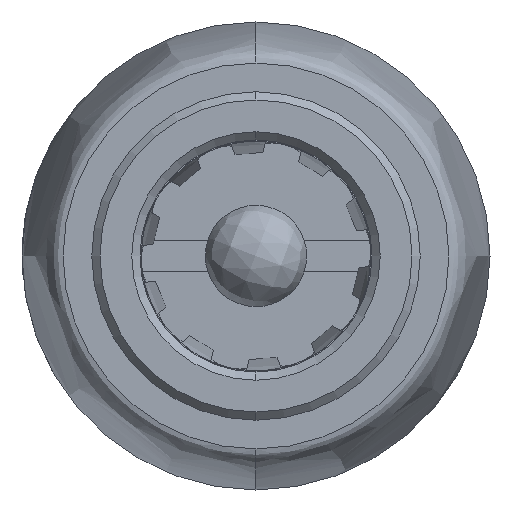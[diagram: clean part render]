
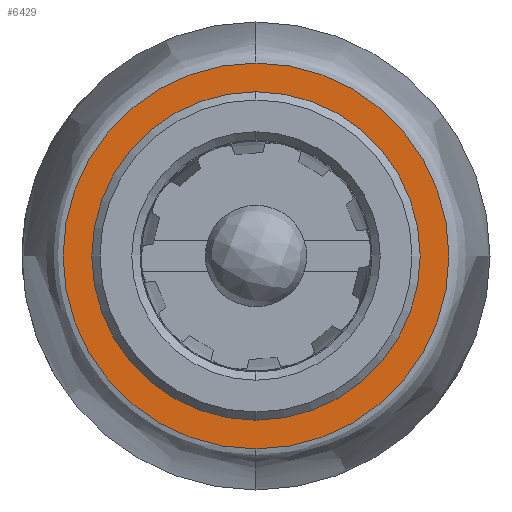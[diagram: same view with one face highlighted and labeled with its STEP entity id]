
A CAD part, left-side view. The second image highlights one B-rep face of the part: STEP entity #6429.
In plain terms, the highlighted face is planar.
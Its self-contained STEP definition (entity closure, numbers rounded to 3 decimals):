
#501 = CIRCLE ( 'NONE', #2693, 4. ) ;
#1099 = CARTESIAN_POINT ( 'NONE',  ( 10., 0., 0. ) ) ;
#1411 = ORIENTED_EDGE ( 'NONE', *, *, #11473, .F. ) ;
#1443 = CIRCLE ( 'NONE', #11445, 4.7 ) ;
#1589 = DIRECTION ( 'NONE',  ( 1., 0., 0. ) ) ;
#2121 = CARTESIAN_POINT ( 'NONE',  ( 10., 4.7, 0. ) ) ;
#2305 = EDGE_LOOP ( 'NONE', ( #17551, #8077 ) ) ;
#2660 = DIRECTION ( 'NONE',  ( -1., 0., 0. ) ) ;
#2693 = AXIS2_PLACEMENT_3D ( 'NONE', #3214, #1589, #15584 ) ;
#2790 = VERTEX_POINT ( 'NONE', #16744 ) ;
#3014 = DIRECTION ( 'NONE',  ( 1., 0., 0. ) ) ;
#3214 = CARTESIAN_POINT ( 'NONE',  ( 10., 0., 0. ) ) ;
#5002 = EDGE_CURVE ( 'NONE', #10815, #5498, #8544, .T. ) ;
#5498 = VERTEX_POINT ( 'NONE', #2121 ) ;
#5758 = DIRECTION ( 'NONE',  ( 0., 0., 1. ) ) ;
#6299 = EDGE_LOOP ( 'NONE', ( #1411, #8578 ) ) ;
#6429 = ADVANCED_FACE ( 'NONE', ( #12063, #10861 ), #10294, .F. ) ;
#6736 = DIRECTION ( 'NONE',  ( 0., 0., 1. ) ) ;
#7197 = DIRECTION ( 'NONE',  ( 0., 0., 1. ) ) ;
#7812 = CIRCLE ( 'NONE', #11469, 4. ) ;
#8077 = ORIENTED_EDGE ( 'NONE', *, *, #5002, .F. ) ;
#8351 = DIRECTION ( 'NONE',  ( -1., 0., 0. ) ) ;
#8544 = CIRCLE ( 'NONE', #11951, 4.7 ) ;
#8578 = ORIENTED_EDGE ( 'NONE', *, *, #14973, .F. ) ;
#10294 = PLANE ( 'NONE',  #17213 ) ;
#10521 = DIRECTION ( 'NONE',  ( -1., 0., 0. ) ) ;
#10815 = VERTEX_POINT ( 'NONE', #15140 ) ;
#10861 = FACE_OUTER_BOUND ( 'NONE', #2305, .T. ) ;
#11445 = AXIS2_PLACEMENT_3D ( 'NONE', #17990, #10521, #7197 ) ;
#11469 = AXIS2_PLACEMENT_3D ( 'NONE', #20001, #3014, #12078 ) ;
#11473 = EDGE_CURVE ( 'NONE', #2790, #14124, #501, .T. ) ;
#11951 = AXIS2_PLACEMENT_3D ( 'NONE', #14370, #8351, #6736 ) ;
#12063 = FACE_BOUND ( 'NONE', #6299, .T. ) ;
#12078 = DIRECTION ( 'NONE',  ( 0., 0., -1. ) ) ;
#12180 = EDGE_CURVE ( 'NONE', #5498, #10815, #1443, .T. ) ;
#14124 = VERTEX_POINT ( 'NONE', #19383 ) ;
#14370 = CARTESIAN_POINT ( 'NONE',  ( 10., 0., 0. ) ) ;
#14973 = EDGE_CURVE ( 'NONE', #14124, #2790, #7812, .T. ) ;
#15140 = CARTESIAN_POINT ( 'NONE',  ( 10., -4.7, 0. ) ) ;
#15584 = DIRECTION ( 'NONE',  ( 0., 0., -1. ) ) ;
#16744 = CARTESIAN_POINT ( 'NONE',  ( 10., 0., -4. ) ) ;
#17213 = AXIS2_PLACEMENT_3D ( 'NONE', #1099, #2660, #5758 ) ;
#17551 = ORIENTED_EDGE ( 'NONE', *, *, #12180, .F. ) ;
#17990 = CARTESIAN_POINT ( 'NONE',  ( 10., 0., 0. ) ) ;
#19383 = CARTESIAN_POINT ( 'NONE',  ( 10., 0., 4. ) ) ;
#20001 = CARTESIAN_POINT ( 'NONE',  ( 10., 0., 0. ) ) ;
